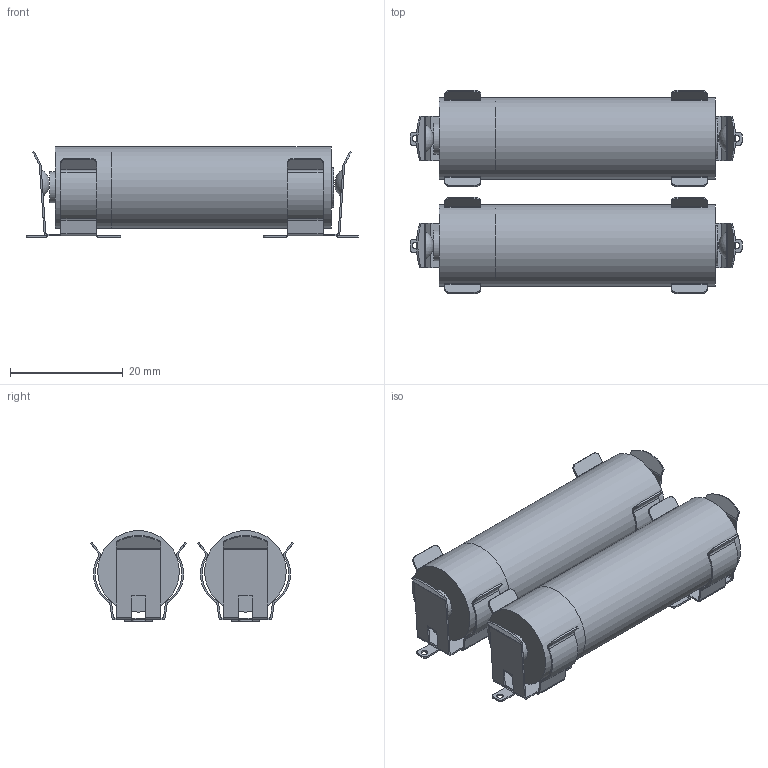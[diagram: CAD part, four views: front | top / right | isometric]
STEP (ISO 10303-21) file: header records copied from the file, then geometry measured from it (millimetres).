
FILE_DESCRIPTION(/* description */ ('STEP AP242','CAx-IF Rec.Pracs.---Representation and Presentation of Product Manufacturing Information (PMI)---4.0---2014-10-13','CAx-IF Rec.Pracs.---3D Tessellated Geometry---0.4---2014-09-14','2;1'),/* implementation_level */ '2;1');
FILE_NAME(/* name */ '642dc8bc38f1bd15750bcdd9',/* time_stamp */ '2023-04-05T19:15:09+00:00',/* author */ (''),/* organization */ (''),/* preprocessor_version */ 'ST-DEVELOPER v18.102',/* originating_system */ ' ',/* authorisation */ ' ');
FILE_SCHEMA (('AP242_MANAGED_MODEL_BASED_3D_ENGINEERING_MIM_LF { 1 0 10303 442 1 1 4 }'));
Length unit declared in the file: metre
Products named in the file (5): 2x AA + Holder assy; AA + holder <2>; AA holder; AA cell; AA + holder <1>
Assembly tree (8 placements, depth 3):
  2x AA + Holder assy
    AA + holder <2>
      AA holder  x2
      AA cell
    AA + holder <1>
      AA cell
      AA holder  x2
Bounding box: 58.99 x 36.1 x 16.15 mm (x, y, z)
Volume: 16800 mm3; surface area: 8620.5 mm2
Topology: 6 solids, 6 shells, 308 faces, 870 edges, 574 vertices
Faces by surface type: cylinder 156, plane 148, sphere 4
Full cylindrical faces by diameter (mm): 1.19 x4, 2.34 x4, 5.5 x2, 7 x2, 14.5 x4
Entity records: 2758 total; most frequent: DIRECTION 482, CARTESIAN_POINT 452, ORIENTED_EDGE 432, EDGE_CURVE 216, AXIS2_PLACEMENT_3D 176, VERTEX_POINT 146, LINE 130, VECTOR 130
